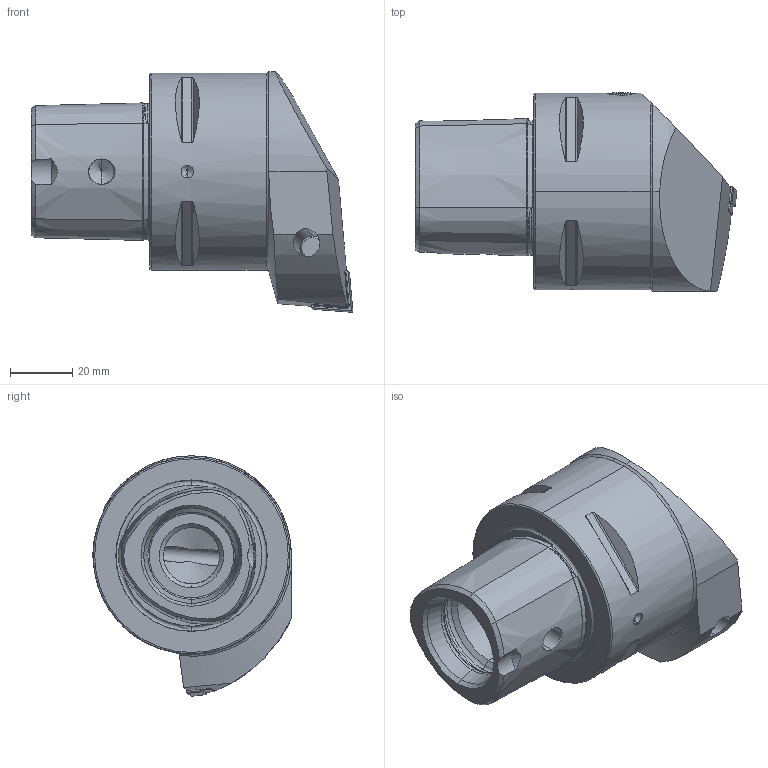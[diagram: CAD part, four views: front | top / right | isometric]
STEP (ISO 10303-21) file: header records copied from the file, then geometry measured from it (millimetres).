
FILE_DESCRIPTION (( 'STEP AP214' ), '1' );
FILE_NAME ('PS6.PCD.RLA.065-HP.STEP', '2020-09-11T11:33:51', ( '' ), ( '' ), 'SwSTEP 2.0', 'SolidWorks 2017', '' );
FILE_SCHEMA (( 'AUTOMOTIVE_DESIGN' ));
Length unit declared in the file: millimetre
Products named in the file (14): DIN 3771 - 13x1; PS6-PCD.RLA.065-HP_B; WCD-ER3.101.000_A; WCD; ISO 8752 2x8; WCD-ER4.101.017_A; DIN 7991 - M5x15; CHP-ER1.015.006; WCD-ER1.101.000; CHP-ER1.008.014_A; CHP-ER1.015.006_A; WCD-ER2.101.003_A; CNMG120404; PS6.PCD.RLA.065-HP
Assembly tree (13 placements, depth 3):
  PS6.PCD.RLA.065-HP
    PS6-PCD.RLA.065-HP_B
    WCD-ER2.101.003_A
    CNMG120404
    WCD
      WCD-ER4.101.017_A
      WCD-ER3.101.000_A
    ISO 8752 2x8
    WCD-ER1.101.000
    CHP-ER1.015.006
      CHP-ER1.015.006_A
      DIN 3771 - 13x1
      DIN 7991 - M5x15
    CHP-ER1.008.014_A
Bounding box: 103 x 63.68 x 77 mm (x, y, z)
Volume: 186975.3 mm3; surface area: 34345.2 mm2
Topology: 11 solids, 11 shells, 450 faces, 1092 edges, 651 vertices
Faces by surface type: cone 137, plane 133, cylinder 117, torus 51, bspline 12
Entity records: 15000 total; most frequent: CARTESIAN_POINT 3947, DIRECTION 2175, ORIENTED_EDGE 2140, EDGE_CURVE 1070, AXIS2_PLACEMENT_3D 859, VERTEX_POINT 651, EDGE_LOOP 479, LINE 457
